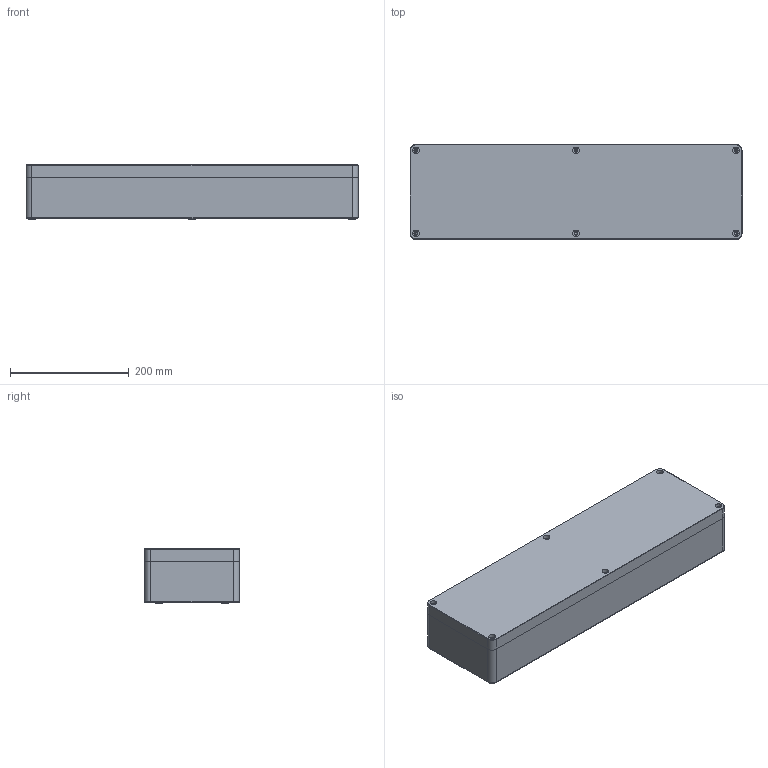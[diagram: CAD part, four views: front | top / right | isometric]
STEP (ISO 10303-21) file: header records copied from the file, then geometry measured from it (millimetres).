
FILE_DESCRIPTION((''),'2;1');
FILE_NAME('MGRP165609_ASM','2018-06-07T',('kjell_andersson'),(''),'CREO PARAMETRIC BY PTC INC, 2015290','CREO PARAMETRIC BY PTC INC, 2015290','');
FILE_SCHEMA(('AUTOMOTIVE_DESIGN { 1 0 10303 214 1 1 1 1 }'));
Length unit declared in the file: millimetre
Products named in the file (3): MGRP165607B; MGRP165602L; MGRP165609_ASM
Assembly tree (2 placements, depth 2):
  MGRP165609_ASM
    MGRP165607B
    MGRP165602L
Bounding box: 560 x 160 x 91.5 mm (x, y, z)
Volume: 1901798.9 mm3; surface area: 624892.6 mm2
Topology: 2 solids, 2 shells, 348 faces, 884 edges, 548 vertices
Faces by surface type: cylinder 178, plane 102, cone 42, torus 26
Entity records: 15493 total; most frequent: DIRECTION 1978, CARTESIAN_POINT 1768, ORIENTED_EDGE 1720, PRESENTATION_STYLE_ASSIGNMENT 862, STYLED_ITEM 862, CURVE_STYLE 860, EDGE_CURVE 860, AXIS2_PLACEMENT_3D 765
